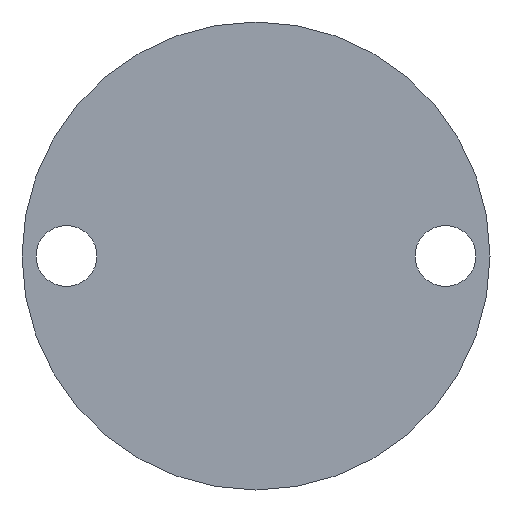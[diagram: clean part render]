
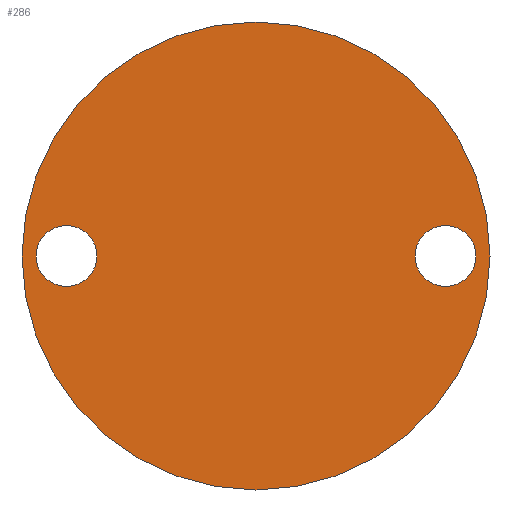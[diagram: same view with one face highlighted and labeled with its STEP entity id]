
A CAD part, front view. The second image highlights one B-rep face of the part: STEP entity #286.
In plain terms, the highlighted planar face has unit normal (0, -1, 0).
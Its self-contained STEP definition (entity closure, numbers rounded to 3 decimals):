
#176 = CARTESIAN_POINT ( 'NONE',  ( -25., 0., 0. ) ) ;
#196 = VERTEX_POINT ( 'NONE', #176 ) ;
#245 = DIRECTION ( 'NONE',  ( -1., 0., 0. ) ) ;
#253 = CARTESIAN_POINT ( 'NONE',  ( -17., 0., 0. ) ) ;
#282 = EDGE_LOOP ( 'NONE', ( #1073, #1615 ) ) ;
#286 = ADVANCED_FACE ( 'NONE', ( #1694, #327, #1407 ), #1224, .F. ) ;
#305 = EDGE_CURVE ( 'NONE', #619, #196, #545, .T. ) ;
#313 = AXIS2_PLACEMENT_3D ( 'NONE', #1236, #1101, #468 ) ;
#327 = FACE_BOUND ( 'NONE', #282, .T. ) ;
#364 = ORIENTED_EDGE ( 'NONE', *, *, #487, .T. ) ;
#387 = CARTESIAN_POINT ( 'NONE',  ( 20.25, 0., 0. ) ) ;
#416 = CIRCLE ( 'NONE', #1940, 3.25 ) ;
#450 = EDGE_CURVE ( 'NONE', #1018, #1650, #416, .T. ) ;
#457 = DIRECTION ( 'NONE',  ( 0., -1., 0. ) ) ;
#465 = CARTESIAN_POINT ( 'NONE',  ( 25., 0., 0. ) ) ;
#468 = DIRECTION ( 'NONE',  ( -1., 0., 0. ) ) ;
#487 = EDGE_CURVE ( 'NONE', #1650, #1018, #943, .T. ) ;
#517 = EDGE_LOOP ( 'NONE', ( #1228, #364 ) ) ;
#520 = DIRECTION ( 'NONE',  ( 0., 1., 0. ) ) ;
#545 = CIRCLE ( 'NONE', #1905, 25. ) ;
#567 = DIRECTION ( 'NONE',  ( 0., 1., 0. ) ) ;
#580 = CARTESIAN_POINT ( 'NONE',  ( 20.25, 0., 0. ) ) ;
#617 = CARTESIAN_POINT ( 'NONE',  ( 17., 0., 0. ) ) ;
#619 = VERTEX_POINT ( 'NONE', #465 ) ;
#629 = DIRECTION ( 'NONE',  ( 0., -1., 0. ) ) ;
#699 = AXIS2_PLACEMENT_3D ( 'NONE', #580, #567, #245 ) ;
#773 = CARTESIAN_POINT ( 'NONE',  ( 23.5, 0., 0. ) ) ;
#796 = AXIS2_PLACEMENT_3D ( 'NONE', #1099, #629, #1721 ) ;
#801 = DIRECTION ( 'NONE',  ( -1., 0., 0. ) ) ;
#867 = ORIENTED_EDGE ( 'NONE', *, *, #305, .T. ) ;
#943 = CIRCLE ( 'NONE', #1750, 3.25 ) ;
#1010 = ORIENTED_EDGE ( 'NONE', *, *, #1912, .T. ) ;
#1018 = VERTEX_POINT ( 'NONE', #1333 ) ;
#1038 = DIRECTION ( 'NONE',  ( -1., 0., 0. ) ) ;
#1073 = ORIENTED_EDGE ( 'NONE', *, *, #1196, .T. ) ;
#1099 = CARTESIAN_POINT ( 'NONE',  ( 0., 0., 0. ) ) ;
#1101 = DIRECTION ( 'NONE',  ( 0., 1., 0. ) ) ;
#1151 = CIRCLE ( 'NONE', #1448, 3.25 ) ;
#1168 = EDGE_LOOP ( 'NONE', ( #867, #1010 ) ) ;
#1196 = EDGE_CURVE ( 'NONE', #1373, #1432, #1151, .T. ) ;
#1224 = PLANE ( 'NONE',  #313 ) ;
#1228 = ORIENTED_EDGE ( 'NONE', *, *, #450, .T. ) ;
#1236 = CARTESIAN_POINT ( 'NONE',  ( 0., 0., 0. ) ) ;
#1324 = DIRECTION ( 'NONE',  ( 0., 1., 0. ) ) ;
#1333 = CARTESIAN_POINT ( 'NONE',  ( -23.5, 0., 0. ) ) ;
#1373 = VERTEX_POINT ( 'NONE', #617 ) ;
#1407 = FACE_OUTER_BOUND ( 'NONE', #1168, .T. ) ;
#1432 = VERTEX_POINT ( 'NONE', #773 ) ;
#1448 = AXIS2_PLACEMENT_3D ( 'NONE', #387, #1886, #1621 ) ;
#1615 = ORIENTED_EDGE ( 'NONE', *, *, #1629, .T. ) ;
#1621 = DIRECTION ( 'NONE',  ( -1., 0., 0. ) ) ;
#1629 = EDGE_CURVE ( 'NONE', #1432, #1373, #1805, .T. ) ;
#1650 = VERTEX_POINT ( 'NONE', #253 ) ;
#1667 = CARTESIAN_POINT ( 'NONE',  ( -20.25, 0., 0. ) ) ;
#1694 = FACE_BOUND ( 'NONE', #517, .T. ) ;
#1705 = DIRECTION ( 'NONE',  ( 1., 0., 0. ) ) ;
#1721 = DIRECTION ( 'NONE',  ( 1., 0., 0. ) ) ;
#1750 = AXIS2_PLACEMENT_3D ( 'NONE', #1667, #1324, #1038 ) ;
#1805 = CIRCLE ( 'NONE', #699, 3.25 ) ;
#1850 = CARTESIAN_POINT ( 'NONE',  ( 0., 0., 0. ) ) ;
#1886 = DIRECTION ( 'NONE',  ( 0., 1., 0. ) ) ;
#1905 = AXIS2_PLACEMENT_3D ( 'NONE', #1850, #457, #1705 ) ;
#1910 = CARTESIAN_POINT ( 'NONE',  ( -20.25, 0., 0. ) ) ;
#1912 = EDGE_CURVE ( 'NONE', #196, #619, #1998, .T. ) ;
#1940 = AXIS2_PLACEMENT_3D ( 'NONE', #1910, #520, #801 ) ;
#1998 = CIRCLE ( 'NONE', #796, 25. ) ;
